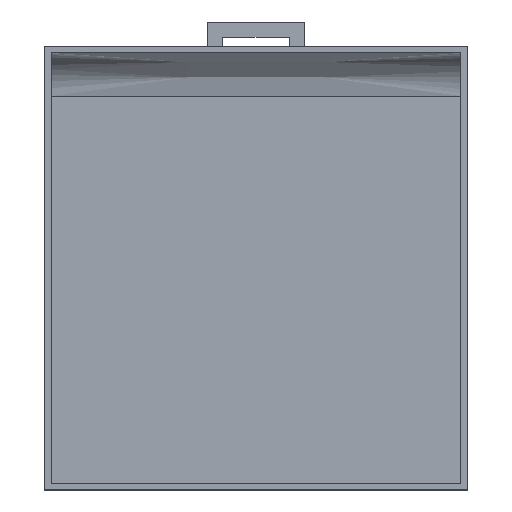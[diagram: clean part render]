
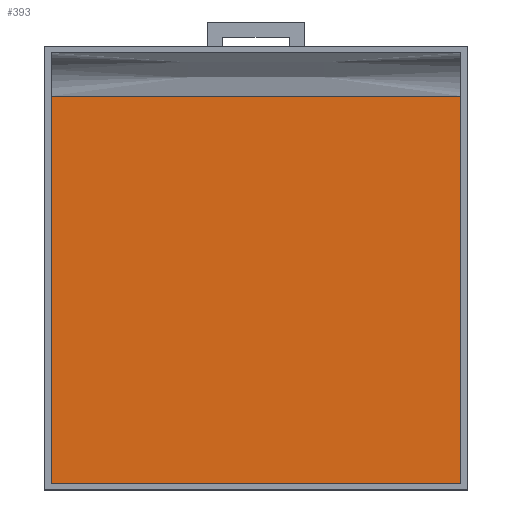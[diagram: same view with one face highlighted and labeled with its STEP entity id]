
A CAD part, top view. The second image highlights one B-rep face of the part: STEP entity #393.
In plain terms, the highlighted planar face has unit normal (0, 0, 1).
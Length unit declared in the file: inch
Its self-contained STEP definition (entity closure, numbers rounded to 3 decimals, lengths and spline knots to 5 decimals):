
#21=B_SPLINE_CURVE_WITH_KNOTS('',3,(#633,#634,#635,#636),.UNSPECIFIED.,
 .F.,.F.,(4,4),(-15.80507,-0.25393),.UNSPECIFIED.);
#39=FACE_OUTER_BOUND('',#60,.T.);
#60=EDGE_LOOP('',(#308,#309,#310,#311));
#102=LINE('',#648,#148);
#103=LINE('',#651,#149);
#104=LINE('',#652,#150);
#148=VECTOR('',#487,0.3937);
#149=VECTOR('',#490,0.3937);
#150=VECTOR('',#491,0.3937);
#182=VERTEX_POINT('',#600);
#184=VERTEX_POINT('',#619);
#188=VERTEX_POINT('',#646);
#189=VERTEX_POINT('',#650);
#228=EDGE_CURVE('',#182,#184,#21,.T.);
#234=EDGE_CURVE('',#188,#184,#102,.F.);
#235=EDGE_CURVE('',#189,#188,#103,.F.);
#236=EDGE_CURVE('',#189,#182,#104,.F.);
#308=ORIENTED_EDGE('',*,*,#228,.T.);
#309=ORIENTED_EDGE('',*,*,#234,.F.);
#310=ORIENTED_EDGE('',*,*,#235,.F.);
#311=ORIENTED_EDGE('',*,*,#236,.T.);
#373=PLANE('',#427);
#393=ADVANCED_FACE('',(#39),#373,.F.);
#427=AXIS2_PLACEMENT_3D('',#649,#488,#489);
#487=DIRECTION('',(0.,-1.,0.));
#488=DIRECTION('center_axis',(0.,0.,
-1.));
#489=DIRECTION('ref_axis',(-1.,0.,0.));
#490=DIRECTION('',(1.,0.,0.));
#491=DIRECTION('',(0.,-1.,0.));
#600=CARTESIAN_POINT('',(-0.68872,6.25754,-1.53622));
#619=CARTESIAN_POINT('',(-6.81116,6.25754,-1.53622));
#633=CARTESIAN_POINT('Ctrl Pts',(-0.68872,6.25754,-1.53622));
#634=CARTESIAN_POINT('Ctrl Pts',(-2.73001,6.25754,-1.53622));
#635=CARTESIAN_POINT('Ctrl Pts',(-4.76987,6.25754,-1.53622));
#636=CARTESIAN_POINT('Ctrl Pts',(-6.81116,6.25754,-1.53622));
#646=CARTESIAN_POINT('',(-6.81116,0.475,-1.53622));
#648=CARTESIAN_POINT('',(-6.81116,0.375,-1.53622));
#649=CARTESIAN_POINT('Origin',(-0.58872,0.375,-1.53622));
#650=CARTESIAN_POINT('',(-0.68872,0.475,-1.53622));
#651=CARTESIAN_POINT('',(-2.16933,0.475,-1.53622));
#652=CARTESIAN_POINT('',(-0.68872,0.375,-1.53622));
